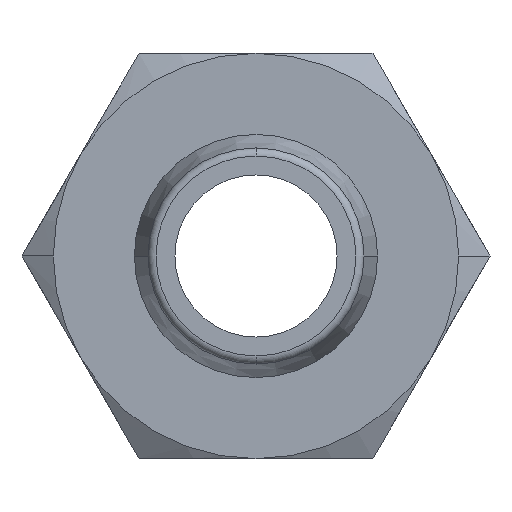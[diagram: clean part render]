
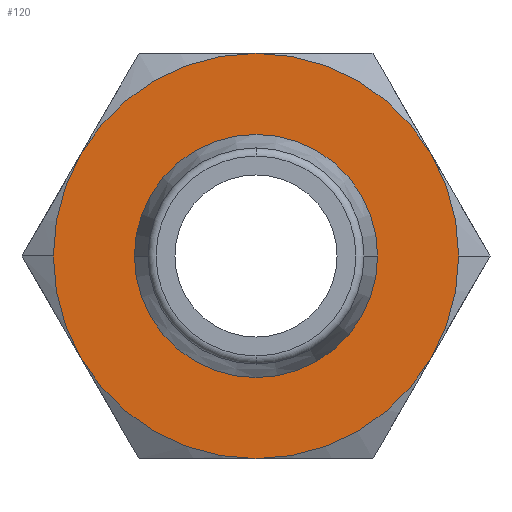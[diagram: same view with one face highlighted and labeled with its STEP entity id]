
A CAD part, front view. The second image highlights one B-rep face of the part: STEP entity #120.
In plain terms, the highlighted planar face has unit normal (0, -1, 0).
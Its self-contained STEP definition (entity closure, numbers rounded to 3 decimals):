
#120=ADVANCED_FACE('',(#252,#253),#254,.T.);
#252=FACE_OUTER_BOUND('',#395,.T.);
#253=FACE_BOUND('',#396,.T.);
#254=PLANE('',#397);
#395=EDGE_LOOP('',(#667,#668,#669,#670,#671,#672,#673,#674));
#396=EDGE_LOOP('',(#675,#676));
#397=AXIS2_PLACEMENT_3D('',#677,#678,#679);
#667=ORIENTED_EDGE('',*,*,#829,.T.);
#668=ORIENTED_EDGE('',*,*,#921,.T.);
#669=ORIENTED_EDGE('',*,*,#927,.T.);
#670=ORIENTED_EDGE('',*,*,#928,.T.);
#671=ORIENTED_EDGE('',*,*,#886,.T.);
#672=ORIENTED_EDGE('',*,*,#929,.T.);
#673=ORIENTED_EDGE('',*,*,#852,.T.);
#674=ORIENTED_EDGE('',*,*,#826,.T.);
#675=ORIENTED_EDGE('',*,*,#874,.F.);
#676=ORIENTED_EDGE('',*,*,#930,.F.);
#677=CARTESIAN_POINT('',(-3.75,14.0,0.0));
#678=DIRECTION('',(0.,-1.0,0.0));
#679=DIRECTION('',(-1.0,0.,0.0));
#826=EDGE_CURVE('',#967,#970,#972,.T.);
#829=EDGE_CURVE('',#970,#975,#977,.T.);
#852=EDGE_CURVE('',#1016,#967,#1017,.T.);
#874=EDGE_CURVE('',#1047,#1045,#1049,.T.);
#886=EDGE_CURVE('',#1067,#1064,#1068,.T.);
#921=EDGE_CURVE('',#975,#1111,#1113,.T.);
#927=EDGE_CURVE('',#1111,#1096,#1119,.T.);
#928=EDGE_CURVE('',#1096,#1067,#1120,.T.);
#929=EDGE_CURVE('',#1064,#1016,#1121,.T.);
#930=EDGE_CURVE('',#1045,#1047,#1122,.T.);
#967=VERTEX_POINT('',#1163);
#970=VERTEX_POINT('',#1177);
#972=CIRCLE('',#1190,7.5);
#975=VERTEX_POINT('',#1193);
#977=CIRCLE('',#1196,7.5);
#1016=VERTEX_POINT('',#1267);
#1017=CIRCLE('',#1268,7.5);
#1045=VERTEX_POINT('',#1313);
#1047=VERTEX_POINT('',#1316);
#1049=CIRCLE('',#1319,4.5);
#1064=VERTEX_POINT('',#1336);
#1067=VERTEX_POINT('',#1340);
#1068=CIRCLE('',#1341,7.5);
#1096=VERTEX_POINT('',#1397);
#1111=VERTEX_POINT('',#1438);
#1113=CIRCLE('',#1451,7.5);
#1119=CIRCLE('',#1459,7.5);
#1120=CIRCLE('',#1460,7.5);
#1121=CIRCLE('',#1461,7.5);
#1122=CIRCLE('',#1462,4.5);
#1163=CARTESIAN_POINT('',(0.,14.0,7.5));
#1177=CARTESIAN_POINT('',(-6.495,14.0,3.75));
#1190=AXIS2_PLACEMENT_3D('',#1523,#1524,#1525);
#1193=CARTESIAN_POINT('',(-7.5,14.0,0.));
#1196=AXIS2_PLACEMENT_3D('',#1527,#1528,#1529);
#1267=CARTESIAN_POINT('',(6.495,14.0,3.75));
#1268=AXIS2_PLACEMENT_3D('',#1558,#1559,#1560);
#1313=CARTESIAN_POINT('',(4.5,14.0,0.));
#1316=CARTESIAN_POINT('',(-4.5,14.0,0.));
#1319=AXIS2_PLACEMENT_3D('',#1590,#1591,#1592);
#1336=CARTESIAN_POINT('',(7.5,14.0,0.));
#1340=CARTESIAN_POINT('',(6.495,14.0,-3.75));
#1341=AXIS2_PLACEMENT_3D('',#1611,#1612,#1613);
#1397=CARTESIAN_POINT('',(0.,14.0,-7.5));
#1438=CARTESIAN_POINT('',(-6.495,14.0,-3.75));
#1451=AXIS2_PLACEMENT_3D('',#1651,#1652,#1653);
#1459=AXIS2_PLACEMENT_3D('',#1659,#1660,#1661);
#1460=AXIS2_PLACEMENT_3D('',#1662,#1663,#1664);
#1461=AXIS2_PLACEMENT_3D('',#1665,#1666,#1667);
#1462=AXIS2_PLACEMENT_3D('',#1668,#1669,#1670);
#1523=CARTESIAN_POINT('',(0.,14.0,0.0));
#1524=DIRECTION('',(0.,-1.0,0.0));
#1525=DIRECTION('',(-1.0,0.,0.0));
#1527=CARTESIAN_POINT('',(0.,14.0,0.0));
#1528=DIRECTION('',(0.,-1.0,0.0));
#1529=DIRECTION('',(-1.0,0.,0.0));
#1558=CARTESIAN_POINT('',(0.,14.0,0.0));
#1559=DIRECTION('',(0.,-1.0,0.0));
#1560=DIRECTION('',(-1.0,0.,0.0));
#1590=CARTESIAN_POINT('',(0.0,14.0,0.0));
#1591=DIRECTION('',(0.,-1.0,0.0));
#1592=DIRECTION('',(1.0,0.,0.0));
#1611=CARTESIAN_POINT('',(0.,14.0,0.0));
#1612=DIRECTION('',(0.,-1.0,0.0));
#1613=DIRECTION('',(-1.0,0.,0.0));
#1651=CARTESIAN_POINT('',(0.,14.0,0.0));
#1652=DIRECTION('',(0.,-1.0,0.0));
#1653=DIRECTION('',(-1.0,0.,0.0));
#1659=CARTESIAN_POINT('',(0.,14.0,0.0));
#1660=DIRECTION('',(0.,-1.0,0.0));
#1661=DIRECTION('',(-1.0,0.,0.0));
#1662=CARTESIAN_POINT('',(0.,14.0,0.0));
#1663=DIRECTION('',(0.,-1.0,0.0));
#1664=DIRECTION('',(-1.0,0.,0.0));
#1665=CARTESIAN_POINT('',(0.,14.0,0.0));
#1666=DIRECTION('',(0.,-1.0,0.0));
#1667=DIRECTION('',(-1.0,0.,0.0));
#1668=CARTESIAN_POINT('',(0.0,14.0,0.0));
#1669=DIRECTION('',(0.,-1.0,0.0));
#1670=DIRECTION('',(1.0,0.,0.0));
